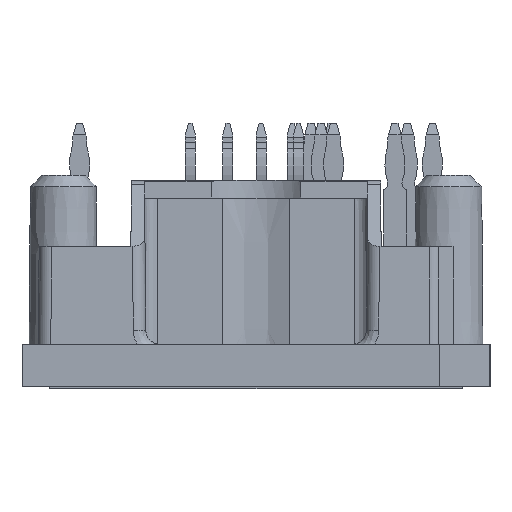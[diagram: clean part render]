
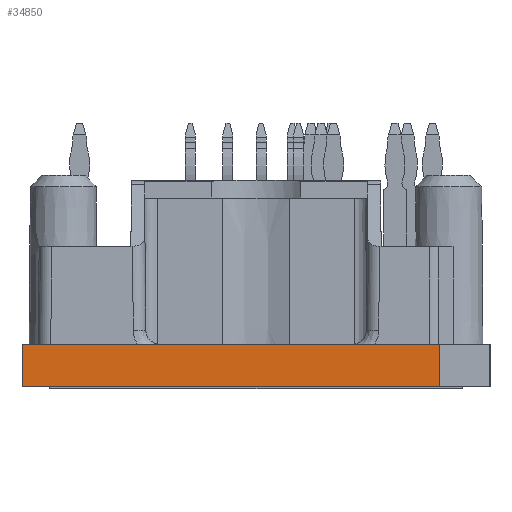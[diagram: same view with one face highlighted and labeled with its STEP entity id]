
A CAD part, left-side view. The second image highlights one B-rep face of the part: STEP entity #34850.
In plain terms, the highlighted planar face has unit normal (-1, 0, 0).
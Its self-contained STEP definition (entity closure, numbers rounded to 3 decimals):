
#3408=ORIENTED_EDGE('',*,*,#10090,.T.);
#3409=ORIENTED_EDGE('',*,*,#9989,.F.);
#3410=ORIENTED_EDGE('',*,*,#10091,.T.);
#3411=ORIENTED_EDGE('',*,*,#9962,.T.);
#9962=EDGE_CURVE('',#13312,#13311,#15808,.T.);
#9989=EDGE_CURVE('',#13323,#13324,#15825,.T.);
#10090=EDGE_CURVE('',#13311,#13324,#15881,.T.);
#10091=EDGE_CURVE('',#13323,#13312,#15882,.T.);
#13311=VERTEX_POINT('',#47704);
#13312=VERTEX_POINT('',#47706);
#13323=VERTEX_POINT('',#47764);
#13324=VERTEX_POINT('',#47765);
#15808=LINE('',#47705,#18576);
#15825=LINE('',#47763,#18593);
#15881=LINE('',#48001,#18649);
#15882=LINE('',#48002,#18650);
#18576=VECTOR('',#40241,1000.);
#18593=VECTOR('',#40286,1000.);
#18649=VECTOR('',#40428,1000.);
#18650=VECTOR('',#40429,1000.);
#21054=EDGE_LOOP('',(#3408,#3409,#3410,#3411));
#22588=FACE_BOUND('',#21054,.T.);
#23892=PLANE('',#36590);
#34850=ADVANCED_FACE('',(#22588),#23892,.F.);
#36590=AXIS2_PLACEMENT_3D('',#48000,#40426,#40427);
#40241=DIRECTION('',(0.,-1.,0.));
#40286=DIRECTION('',(0.,-1.,0.));
#40426=DIRECTION('',(1.,0.,0.));
#40427=DIRECTION('',(0.,1.,0.));
#40428=DIRECTION('',(0.,0.,1.));
#40429=DIRECTION('',(0.,0.,-1.));
#47704=CARTESIAN_POINT('',(-41.,-14.7,0.));
#47705=CARTESIAN_POINT('',(-41.,18.7,0.));
#47706=CARTESIAN_POINT('',(-41.,18.7,0.));
#47763=CARTESIAN_POINT('',(-41.,18.7,3.4));
#47764=CARTESIAN_POINT('',(-41.,18.7,3.4));
#47765=CARTESIAN_POINT('',(-41.,-14.7,3.4));
#48000=CARTESIAN_POINT('',(-41.,18.7,3.4));
#48001=CARTESIAN_POINT('',(-41.,-14.7,3.4));
#48002=CARTESIAN_POINT('',(-41.,18.7,3.4));
